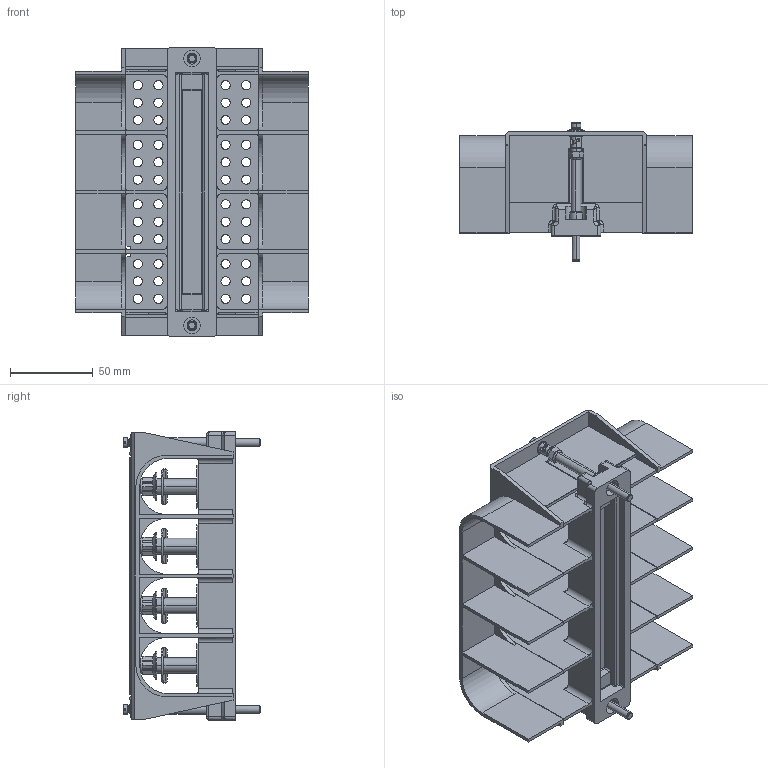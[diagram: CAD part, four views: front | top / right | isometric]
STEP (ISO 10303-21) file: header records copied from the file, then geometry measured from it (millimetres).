
FILE_DESCRIPTION((''),'2;1');
FILE_NAME('32428041003BMT','2020-08-27T',('presta_be4'),(''),'CREO PARAMETRIC BY PTC INC, 2018360','CREO PARAMETRIC BY PTC INC, 2018360','');
FILE_SCHEMA(('CONFIG_CONTROL_DESIGN'));
Products named in the file (1): 32428041003BMT
Bounding box: 140.4 x 83.13 x 174.2 mm (x, y, z)
Volume: 249613.1 mm3; surface area: 177068.4 mm2
Topology: 5 solids, 5 shells, 2559 faces, 6989 edges, 4517 vertices
Faces by surface type: plane 1555, cylinder 640, cone 152, torus 148, bspline 64
Entity records: 94893 total; most frequent: CARTESIAN_POINT 30313, ORIENTED_EDGE 13962, DIRECTION 12625, EDGE_CURVE 6981, VECTOR 4787, LINE 4787, VERTEX_POINT 4517, AXIS2_PLACEMENT_3D 3919
